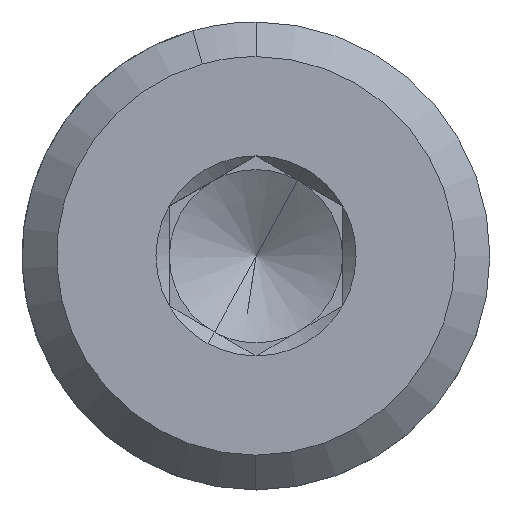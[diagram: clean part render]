
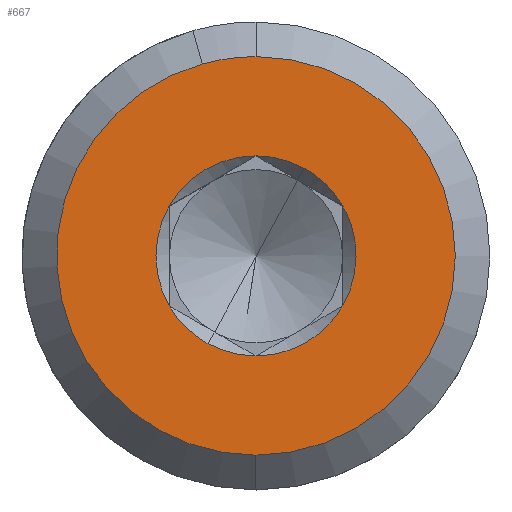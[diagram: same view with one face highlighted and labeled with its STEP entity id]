
A CAD part, top view. The second image highlights one B-rep face of the part: STEP entity #667.
In plain terms, the highlighted planar face has unit normal (0, 0, 1).
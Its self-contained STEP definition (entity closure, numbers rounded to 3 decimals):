
#378=AXIS2_PLACEMENT_3D('Circle Axis2P3D',#376,#377,$) ;
#451=AXIS2_PLACEMENT_3D('Circle Axis2P3D',#449,#450,$) ;
#469=AXIS2_PLACEMENT_3D('Circle Axis2P3D',#467,#468,$) ;
#569=AXIS2_PLACEMENT_3D('Circle Axis2P3D',#567,#568,$) ;
#580=AXIS2_PLACEMENT_3D('Plane Axis2P3D',#577,#578,#579) ;
#584=AXIS2_PLACEMENT_3D('Circle Axis2P3D',#582,#583,$) ;
#593=AXIS2_PLACEMENT_3D('Circle Axis2P3D',#591,#592,$) ;
#600=AXIS2_PLACEMENT_3D('Circle Axis2P3D',#598,#599,$) ;
#190=CARTESIAN_POINT('Vertex',(8.5,10.613,21.5)) ;
#204=CARTESIAN_POINT('Vertex',(8.5,16.387,21.5)) ;
#235=CARTESIAN_POINT('Vertex',(13.5,7.726,21.5)) ;
#349=CARTESIAN_POINT('Vertex',(13.5,19.274,21.5)) ;
#376=CARTESIAN_POINT('Axis2P3D Location',(13.5,13.5,21.5)) ;
#395=CARTESIAN_POINT('Vertex',(18.5,10.613,21.5)) ;
#449=CARTESIAN_POINT('Axis2P3D Location',(13.5,13.5,21.5)) ;
#453=CARTESIAN_POINT('Vertex',(10.732,8.433,21.5)) ;
#467=CARTESIAN_POINT('Axis2P3D Location',(13.5,13.5,21.5)) ;
#534=CARTESIAN_POINT('Vertex',(18.5,16.387,21.5)) ;
#567=CARTESIAN_POINT('Axis2P3D Location',(13.5,13.5,21.5)) ;
#577=CARTESIAN_POINT('Axis2P3D Location',(13.5,13.5,21.5)) ;
#582=CARTESIAN_POINT('Axis2P3D Location',(13.5,13.5,21.5)) ;
#586=CARTESIAN_POINT('Vertex',(10.396,24.573,21.5)) ;
#588=CARTESIAN_POINT('Vertex',(13.5,25.,21.5)) ;
#591=CARTESIAN_POINT('Axis2P3D Location',(13.5,13.5,21.5)) ;
#595=CARTESIAN_POINT('Vertex',(13.5,2.,21.5)) ;
#598=CARTESIAN_POINT('Axis2P3D Location',(13.5,13.5,21.5)) ;
#609=CARTESIAN_POINT('Control Point',(16.268,18.567,21.5)) ;
#610=CARTESIAN_POINT('Control Point',(15.761,18.844,21.5)) ;
#611=CARTESIAN_POINT('Control Point',(15.22,19.057,21.5)) ;
#612=CARTESIAN_POINT('Control Point',(14.655,19.201,21.5)) ;
#613=CARTESIAN_POINT('Control Point',(14.077,19.274,21.5)) ;
#614=CARTESIAN_POINT('Control Point',(13.5,19.274,21.5)) ;
#615=CARTESIAN_POINT('Vertex',(16.268,18.567,21.5)) ;
#619=CARTESIAN_POINT('Control Point',(18.5,16.387,21.5)) ;
#620=CARTESIAN_POINT('Control Point',(18.206,16.896,21.5)) ;
#621=CARTESIAN_POINT('Control Point',(17.847,17.369,21.5)) ;
#622=CARTESIAN_POINT('Control Point',(17.429,17.792,21.5)) ;
#623=CARTESIAN_POINT('Control Point',(16.927,18.185,21.5)) ;
#624=CARTESIAN_POINT('Control Point',(16.381,18.503,21.5)) ;
#625=CARTESIAN_POINT('Control Point',(16.344,18.525,21.5)) ;
#626=CARTESIAN_POINT('Control Point',(16.306,18.546,21.5)) ;
#627=CARTESIAN_POINT('Control Point',(16.268,18.567,21.5)) ;
#630=CARTESIAN_POINT('Control Point',(18.5,10.613,21.5)) ;
#631=CARTESIAN_POINT('Control Point',(18.794,11.123,21.5)) ;
#632=CARTESIAN_POINT('Control Point',(19.024,11.67,21.5)) ;
#633=CARTESIAN_POINT('Control Point',(19.182,12.244,21.5)) ;
#634=CARTESIAN_POINT('Control Point',(19.348,13.419,21.5)) ;
#635=CARTESIAN_POINT('Control Point',(19.214,14.598,21.5)) ;
#636=CARTESIAN_POINT('Control Point',(19.072,15.176,21.5)) ;
#637=CARTESIAN_POINT('Control Point',(18.847,15.759,21.5)) ;
#638=CARTESIAN_POINT('Control Point',(18.548,16.303,21.5)) ;
#639=CARTESIAN_POINT('Control Point',(18.532,16.331,21.5)) ;
#640=CARTESIAN_POINT('Control Point',(18.516,16.359,21.5)) ;
#641=CARTESIAN_POINT('Control Point',(18.5,16.387,21.5)) ;
#644=CARTESIAN_POINT('Control Point',(13.5,7.726,21.5)) ;
#645=CARTESIAN_POINT('Control Point',(14.089,7.726,21.5)) ;
#646=CARTESIAN_POINT('Control Point',(14.677,7.801,21.5)) ;
#647=CARTESIAN_POINT('Control Point',(15.253,7.952,21.5)) ;
#648=CARTESIAN_POINT('Control Point',(16.354,8.395,21.5)) ;
#649=CARTESIAN_POINT('Control Point',(17.308,9.1,21.5)) ;
#650=CARTESIAN_POINT('Control Point',(17.737,9.512,21.5)) ;
#651=CARTESIAN_POINT('Control Point',(18.13,9.999,21.5)) ;
#652=CARTESIAN_POINT('Control Point',(18.451,10.53,21.5)) ;
#653=CARTESIAN_POINT('Control Point',(18.468,10.558,21.5)) ;
#654=CARTESIAN_POINT('Control Point',(18.484,10.585,21.5)) ;
#655=CARTESIAN_POINT('Control Point',(18.5,10.613,21.5)) ;
#377=DIRECTION('Axis2P3D Direction',(0.,0.,1.)) ;
#450=DIRECTION('Axis2P3D Direction',(0.,0.,1.)) ;
#468=DIRECTION('Axis2P3D Direction',(0.,0.,1.)) ;
#568=DIRECTION('Axis2P3D Direction',(0.,0.,1.)) ;
#578=DIRECTION('Axis2P3D Direction',(0.,0.,-1.)) ;
#579=DIRECTION('Axis2P3D XDirection',(0.,1.,0.)) ;
#583=DIRECTION('Axis2P3D Direction',(0.,0.,-1.)) ;
#592=DIRECTION('Axis2P3D Direction',(0.,0.,-1.)) ;
#599=DIRECTION('Axis2P3D Direction',(0.,0.,-1.)) ;
#604=ORIENTED_EDGE('',*,*,#590,.F.) ;
#605=ORIENTED_EDGE('',*,*,#597,.F.) ;
#606=ORIENTED_EDGE('',*,*,#602,.F.) ;
#658=ORIENTED_EDGE('',*,*,#617,.T.) ;
#659=ORIENTED_EDGE('',*,*,#628,.T.) ;
#660=ORIENTED_EDGE('',*,*,#642,.T.) ;
#661=ORIENTED_EDGE('',*,*,#656,.T.) ;
#662=ORIENTED_EDGE('',*,*,#471,.T.) ;
#663=ORIENTED_EDGE('',*,*,#455,.T.) ;
#664=ORIENTED_EDGE('',*,*,#380,.T.) ;
#665=ORIENTED_EDGE('',*,*,#571,.T.) ;
#666=FACE_BOUND('',#657,.T.) ;
#667=ADVANCED_FACE('Stopper Plug_M20.1\\Koerper.2',(#607,#666),#581,.F.) ;
#608=B_SPLINE_CURVE_WITH_KNOTS('',5,(#609,#610,#611,#612,#613,#614),.UNSPECIFIED.,.F.,.U.,(6,6),(0.,4.093),.UNSPECIFIED.) ;
#618=B_SPLINE_CURVE_WITH_KNOTS('',5,(#619,#620,#621,#622,#623,#624,#625,#626,#627),.UNSPECIFIED.,.F.,.U.,(6,3,6),(0.,4.172,4.479),.UNSPECIFIED.) ;
#629=B_SPLINE_CURVE_WITH_KNOTS('',5,(#630,#631,#632,#633,#634,#635,#636,#637,#638,#639,#640,#641),.UNSPECIFIED.,.F.,.U.,(6,3,3,6),(0.,4.173,8.345,8.573),.UNSPECIFIED.) ;
#643=B_SPLINE_CURVE_WITH_KNOTS('',5,(#644,#645,#646,#647,#648,#649,#650,#651,#652,#653,#654,#655),.UNSPECIFIED.,.F.,.U.,(6,3,3,6),(0.,4.173,8.345,8.573),.UNSPECIFIED.) ;
#379=CIRCLE('generated circle',#378,5.774) ;
#452=CIRCLE('generated circle',#451,5.774) ;
#470=CIRCLE('generated circle',#469,5.774) ;
#570=CIRCLE('generated circle',#569,5.774) ;
#585=CIRCLE('generated circle',#584,11.5) ;
#594=CIRCLE('generated circle',#593,11.5) ;
#601=CIRCLE('generated circle',#600,11.5) ;
#380=EDGE_CURVE('',#191,#205,#379,.F.) ;
#455=EDGE_CURVE('',#454,#191,#452,.F.) ;
#471=EDGE_CURVE('',#236,#454,#470,.F.) ;
#571=EDGE_CURVE('',#205,#350,#570,.F.) ;
#590=EDGE_CURVE('',#587,#589,#585,.T.) ;
#597=EDGE_CURVE('',#596,#587,#594,.T.) ;
#602=EDGE_CURVE('',#589,#596,#601,.T.) ;
#617=EDGE_CURVE('',#350,#616,#608,.F.) ;
#628=EDGE_CURVE('',#616,#535,#618,.F.) ;
#642=EDGE_CURVE('',#535,#396,#629,.F.) ;
#656=EDGE_CURVE('',#396,#236,#643,.F.) ;
#603=EDGE_LOOP('',(#604,#605,#606)) ;
#657=EDGE_LOOP('',(#658,#659,#660,#661,#662,#663,#664,#665)) ;
#607=FACE_OUTER_BOUND('',#603,.T.) ;
#581=PLANE('',#580) ;
#191=VERTEX_POINT('',#190) ;
#205=VERTEX_POINT('',#204) ;
#236=VERTEX_POINT('',#235) ;
#350=VERTEX_POINT('',#349) ;
#396=VERTEX_POINT('',#395) ;
#454=VERTEX_POINT('',#453) ;
#535=VERTEX_POINT('',#534) ;
#587=VERTEX_POINT('',#586) ;
#589=VERTEX_POINT('',#588) ;
#596=VERTEX_POINT('',#595) ;
#616=VERTEX_POINT('',#615) ;
